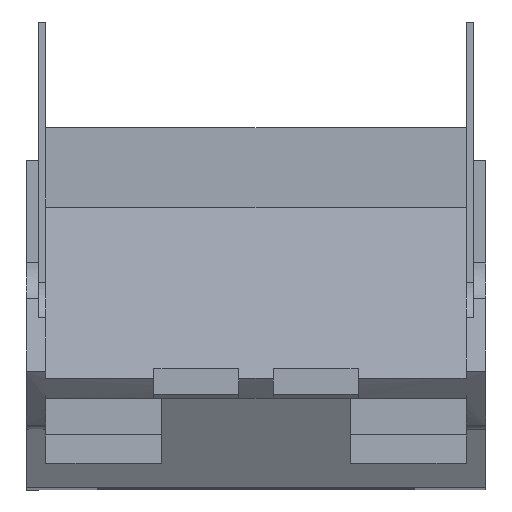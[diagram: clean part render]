
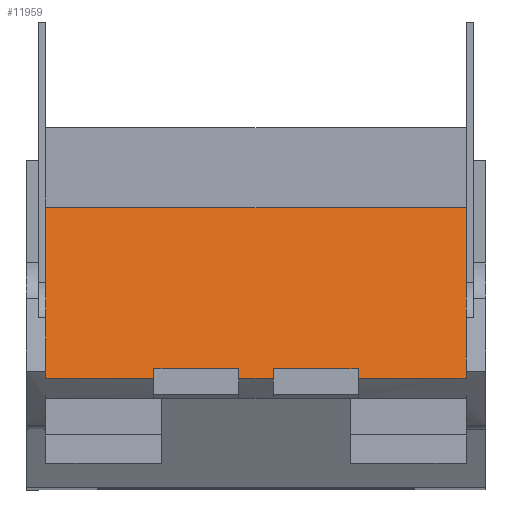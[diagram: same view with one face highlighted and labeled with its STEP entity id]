
A CAD part, top view. The second image highlights one B-rep face of the part: STEP entity #11959.
In plain terms, the highlighted planar face has unit normal (0, 0.873, 0.489).
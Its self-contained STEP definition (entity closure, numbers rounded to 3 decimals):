
#11934=AXIS2_PLACEMENT_3D('Plane Axis2P3D',#11931,#11932,#11933) ;
#4944=CARTESIAN_POINT('Vertex',(20.622,5.289,103.404)) ;
#4947=CARTESIAN_POINT('Line Origine',(11.86,5.289,103.404)) ;
#4951=CARTESIAN_POINT('Vertex',(16.25,5.289,103.404)) ;
#6117=CARTESIAN_POINT('Vertex',(21.55,13.678,88.424)) ;
#6121=CARTESIAN_POINT('Control Point',(21.55,11.373,92.54)) ;
#6122=CARTESIAN_POINT('Control Point',(21.55,13.678,88.424)) ;
#6123=CARTESIAN_POINT('Vertex',(21.55,11.373,92.54)) ;
#6126=CARTESIAN_POINT('Line Origine',(21.55,10.045,94.912)) ;
#6130=CARTESIAN_POINT('Vertex',(21.55,8.716,97.285)) ;
#6134=CARTESIAN_POINT('Control Point',(21.55,5.411,103.186)) ;
#6135=CARTESIAN_POINT('Control Point',(21.55,6.072,102.006)) ;
#6136=CARTESIAN_POINT('Control Point',(21.55,6.733,100.826)) ;
#6137=CARTESIAN_POINT('Control Point',(21.55,7.394,99.645)) ;
#6138=CARTESIAN_POINT('Control Point',(21.55,8.055,98.465)) ;
#6139=CARTESIAN_POINT('Control Point',(21.55,8.716,97.285)) ;
#6140=CARTESIAN_POINT('Vertex',(21.55,5.411,103.186)) ;
#6144=CARTESIAN_POINT('Control Point',(21.55,5.297,103.39)) ;
#6145=CARTESIAN_POINT('Control Point',(21.55,5.32,103.349)) ;
#6146=CARTESIAN_POINT('Control Point',(21.55,5.343,103.308)) ;
#6147=CARTESIAN_POINT('Control Point',(21.55,5.365,103.268)) ;
#6148=CARTESIAN_POINT('Control Point',(21.55,5.388,103.227)) ;
#6149=CARTESIAN_POINT('Control Point',(21.55,5.411,103.186)) ;
#6150=CARTESIAN_POINT('Vertex',(21.55,5.297,103.39)) ;
#8739=CARTESIAN_POINT('Line Origine',(20.437,5.297,103.39)) ;
#8743=CARTESIAN_POINT('Vertex',(20.622,5.297,103.39)) ;
#8747=CARTESIAN_POINT('Control Point',(20.622,5.289,103.404)) ;
#8748=CARTESIAN_POINT('Control Point',(20.622,5.291,103.4)) ;
#8749=CARTESIAN_POINT('Control Point',(20.622,5.294,103.395)) ;
#8750=CARTESIAN_POINT('Control Point',(20.622,5.297,103.39)) ;
#8765=CARTESIAN_POINT('Line Origine',(16.25,5.525,102.982)) ;
#8769=CARTESIAN_POINT('Vertex',(16.25,5.762,102.56)) ;
#8989=CARTESIAN_POINT('Vertex',(0.95,13.678,88.424)) ;
#8992=CARTESIAN_POINT('Line Origine',(11.25,13.678,88.424)) ;
#9621=CARTESIAN_POINT('Vertex',(6.25,5.289,103.404)) ;
#9624=CARTESIAN_POINT('Line Origine',(11.86,5.289,103.404)) ;
#9628=CARTESIAN_POINT('Vertex',(0.95,5.289,103.404)) ;
#11268=CARTESIAN_POINT('Vertex',(12.1,5.762,102.56)) ;
#11278=CARTESIAN_POINT('Line Origine',(14.175,5.762,102.56)) ;
#11348=CARTESIAN_POINT('Line Origine',(12.1,5.525,102.982)) ;
#11352=CARTESIAN_POINT('Vertex',(12.1,5.289,103.404)) ;
#11382=CARTESIAN_POINT('Line Origine',(11.86,5.289,103.404)) ;
#11386=CARTESIAN_POINT('Vertex',(10.4,5.289,103.404)) ;
#11407=CARTESIAN_POINT('Line Origine',(10.4,5.525,102.982)) ;
#11411=CARTESIAN_POINT('Vertex',(10.4,5.762,102.56)) ;
#11478=CARTESIAN_POINT('Vertex',(6.25,5.762,102.56)) ;
#11488=CARTESIAN_POINT('Line Origine',(8.325,5.762,102.56)) ;
#11546=CARTESIAN_POINT('Line Origine',(6.25,5.525,102.982)) ;
#11855=CARTESIAN_POINT('Line Origine',(0.95,5.35,103.295)) ;
#11859=CARTESIAN_POINT('Vertex',(0.95,5.411,103.186)) ;
#11862=CARTESIAN_POINT('Line Origine',(0.95,7.063,100.235)) ;
#11866=CARTESIAN_POINT('Vertex',(0.95,8.716,97.285)) ;
#11869=CARTESIAN_POINT('Line Origine',(0.95,10.045,94.912)) ;
#11873=CARTESIAN_POINT('Vertex',(0.95,11.373,92.54)) ;
#11877=CARTESIAN_POINT('Control Point',(0.95,11.373,92.54)) ;
#11878=CARTESIAN_POINT('Control Point',(0.95,13.639,88.494)) ;
#11879=CARTESIAN_POINT('Vertex',(0.95,13.639,88.494)) ;
#11882=CARTESIAN_POINT('Line Origine',(0.95,13.659,88.459)) ;
#11931=CARTESIAN_POINT('Axis2P3D Location',(19.817,9.434,96.003)) ;
#4948=DIRECTION('Vector Direction',(-1.,0.,0.)) ;
#6127=DIRECTION('Vector Direction',(0.,-0.489,0.872)) ;
#8740=DIRECTION('Vector Direction',(-1.,0.,0.)) ;
#8766=DIRECTION('Vector Direction',(0.,-0.489,0.872)) ;
#8993=DIRECTION('Vector Direction',(-1.,0.,0.)) ;
#9625=DIRECTION('Vector Direction',(-1.,0.,0.)) ;
#11279=DIRECTION('Vector Direction',(-1.,0.,0.)) ;
#11349=DIRECTION('Vector Direction',(0.,-0.489,0.872)) ;
#11383=DIRECTION('Vector Direction',(-1.,0.,0.)) ;
#11408=DIRECTION('Vector Direction',(0.,-0.489,0.872)) ;
#11489=DIRECTION('Vector Direction',(-1.,0.,0.)) ;
#11547=DIRECTION('Vector Direction',(0.,-0.489,0.872)) ;
#11856=DIRECTION('Vector Direction',(0.,0.489,-0.872)) ;
#11863=DIRECTION('Vector Direction',(0.,0.489,-0.872)) ;
#11870=DIRECTION('Vector Direction',(0.,0.489,-0.872)) ;
#11883=DIRECTION('Vector Direction',(0.,0.489,-0.872)) ;
#11932=DIRECTION('Axis2P3D Direction',(0.,-0.872,-0.489)) ;
#11933=DIRECTION('Axis2P3D XDirection',(-1.,0.,0.)) ;
#4949=VECTOR('Line Direction',#4948,1.) ;
#6128=VECTOR('Line Direction',#6127,1.) ;
#8741=VECTOR('Line Direction',#8740,1.) ;
#8767=VECTOR('Line Direction',#8766,1.) ;
#8994=VECTOR('Line Direction',#8993,1.) ;
#9626=VECTOR('Line Direction',#9625,1.) ;
#11280=VECTOR('Line Direction',#11279,1.) ;
#11350=VECTOR('Line Direction',#11349,1.) ;
#11384=VECTOR('Line Direction',#11383,1.) ;
#11409=VECTOR('Line Direction',#11408,1.) ;
#11490=VECTOR('Line Direction',#11489,1.) ;
#11548=VECTOR('Line Direction',#11547,1.) ;
#11857=VECTOR('Line Direction',#11856,1.) ;
#11864=VECTOR('Line Direction',#11863,1.) ;
#11871=VECTOR('Line Direction',#11870,1.) ;
#11884=VECTOR('Line Direction',#11883,1.) ;
#11937=ORIENTED_EDGE('',*,*,#6125,.T.) ;
#11938=ORIENTED_EDGE('',*,*,#8996,.F.) ;
#11939=ORIENTED_EDGE('',*,*,#11886,.F.) ;
#11940=ORIENTED_EDGE('',*,*,#11881,.T.) ;
#11941=ORIENTED_EDGE('',*,*,#11875,.F.) ;
#11942=ORIENTED_EDGE('',*,*,#11868,.F.) ;
#11943=ORIENTED_EDGE('',*,*,#11861,.T.) ;
#11944=ORIENTED_EDGE('',*,*,#9630,.T.) ;
#11945=ORIENTED_EDGE('',*,*,#11550,.F.) ;
#11946=ORIENTED_EDGE('',*,*,#11492,.F.) ;
#11947=ORIENTED_EDGE('',*,*,#11413,.T.) ;
#11948=ORIENTED_EDGE('',*,*,#11388,.T.) ;
#11949=ORIENTED_EDGE('',*,*,#11354,.F.) ;
#11950=ORIENTED_EDGE('',*,*,#11282,.F.) ;
#11951=ORIENTED_EDGE('',*,*,#8771,.T.) ;
#11952=ORIENTED_EDGE('',*,*,#4953,.T.) ;
#11953=ORIENTED_EDGE('',*,*,#8751,.T.) ;
#11954=ORIENTED_EDGE('',*,*,#8745,.F.) ;
#11955=ORIENTED_EDGE('',*,*,#6152,.F.) ;
#11956=ORIENTED_EDGE('',*,*,#6142,.F.) ;
#11957=ORIENTED_EDGE('',*,*,#6132,.F.) ;
#11959=ADVANCED_FACE('SIDE',(#11958),#11935,.F.) ;
#6120=B_SPLINE_CURVE_WITH_KNOTS('',1,(#6121,#6122),.UNSPECIFIED.,.F.,.U.,(2,2),(0.,4.717),.UNSPECIFIED.) ;
#6133=B_SPLINE_CURVE_WITH_KNOTS('',5,(#6134,#6135,#6136,#6137,#6138,#6139),.UNSPECIFIED.,.F.,.U.,(6,6),(0.233,6.997),.UNSPECIFIED.) ;
#6143=B_SPLINE_CURVE_WITH_KNOTS('',5,(#6144,#6145,#6146,#6147,#6148,#6149),.UNSPECIFIED.,.F.,.U.,(6,6),(0.,0.233),.UNSPECIFIED.) ;
#8746=B_SPLINE_CURVE_WITH_KNOTS('',3,(#8747,#8748,#8749,#8750),.UNSPECIFIED.,.F.,.U.,(4,4),(0.,0.024),.UNSPECIFIED.) ;
#11876=B_SPLINE_CURVE_WITH_KNOTS('',1,(#11877,#11878),.UNSPECIFIED.,.F.,.U.,(2,2),(0.,4.637),.UNSPECIFIED.) ;
#4953=EDGE_CURVE('',#4952,#4945,#4950,.F.) ;
#6125=EDGE_CURVE('',#6124,#6118,#6120,.T.) ;
#6132=EDGE_CURVE('',#6124,#6131,#6129,.T.) ;
#6142=EDGE_CURVE('',#6131,#6141,#6133,.F.) ;
#6152=EDGE_CURVE('',#6141,#6151,#6143,.F.) ;
#8745=EDGE_CURVE('',#6151,#8744,#8742,.T.) ;
#8751=EDGE_CURVE('',#4945,#8744,#8746,.T.) ;
#8771=EDGE_CURVE('',#8770,#4952,#8768,.T.) ;
#8996=EDGE_CURVE('',#8990,#6118,#8995,.F.) ;
#9630=EDGE_CURVE('',#9629,#9622,#9627,.F.) ;
#11282=EDGE_CURVE('',#8770,#11269,#11281,.T.) ;
#11354=EDGE_CURVE('',#11269,#11353,#11351,.T.) ;
#11388=EDGE_CURVE('',#11387,#11353,#11385,.F.) ;
#11413=EDGE_CURVE('',#11412,#11387,#11410,.T.) ;
#11492=EDGE_CURVE('',#11412,#11479,#11491,.T.) ;
#11550=EDGE_CURVE('',#11479,#9622,#11549,.T.) ;
#11861=EDGE_CURVE('',#11860,#9629,#11858,.F.) ;
#11868=EDGE_CURVE('',#11860,#11867,#11865,.T.) ;
#11875=EDGE_CURVE('',#11867,#11874,#11872,.T.) ;
#11881=EDGE_CURVE('',#11880,#11874,#11876,.F.) ;
#11886=EDGE_CURVE('',#11880,#8990,#11885,.T.) ;
#11936=EDGE_LOOP('',(#11937,#11938,#11939,#11940,#11941,#11942,#11943,#11944,#11945,#11946,#11947,#11948,#11949,#11950,#11951,#11952,#11953,#11954,#11955,#11956,#11957)) ;
#11958=FACE_OUTER_BOUND('',#11936,.T.) ;
#4950=LINE('Line',#4947,#4949) ;
#6129=LINE('Line',#6126,#6128) ;
#8742=LINE('Line',#8739,#8741) ;
#8768=LINE('Line',#8765,#8767) ;
#8995=LINE('Line',#8992,#8994) ;
#9627=LINE('Line',#9624,#9626) ;
#11281=LINE('Line',#11278,#11280) ;
#11351=LINE('Line',#11348,#11350) ;
#11385=LINE('Line',#11382,#11384) ;
#11410=LINE('Line',#11407,#11409) ;
#11491=LINE('Line',#11488,#11490) ;
#11549=LINE('Line',#11546,#11548) ;
#11858=LINE('Line',#11855,#11857) ;
#11865=LINE('Line',#11862,#11864) ;
#11872=LINE('Line',#11869,#11871) ;
#11885=LINE('Line',#11882,#11884) ;
#11935=PLANE('',#11934) ;
#4945=VERTEX_POINT('',#4944) ;
#4952=VERTEX_POINT('',#4951) ;
#6118=VERTEX_POINT('',#6117) ;
#6124=VERTEX_POINT('',#6123) ;
#6131=VERTEX_POINT('',#6130) ;
#6141=VERTEX_POINT('',#6140) ;
#6151=VERTEX_POINT('',#6150) ;
#8744=VERTEX_POINT('',#8743) ;
#8770=VERTEX_POINT('',#8769) ;
#8990=VERTEX_POINT('',#8989) ;
#9622=VERTEX_POINT('',#9621) ;
#9629=VERTEX_POINT('',#9628) ;
#11269=VERTEX_POINT('',#11268) ;
#11353=VERTEX_POINT('',#11352) ;
#11387=VERTEX_POINT('',#11386) ;
#11412=VERTEX_POINT('',#11411) ;
#11479=VERTEX_POINT('',#11478) ;
#11860=VERTEX_POINT('',#11859) ;
#11867=VERTEX_POINT('',#11866) ;
#11874=VERTEX_POINT('',#11873) ;
#11880=VERTEX_POINT('',#11879) ;
